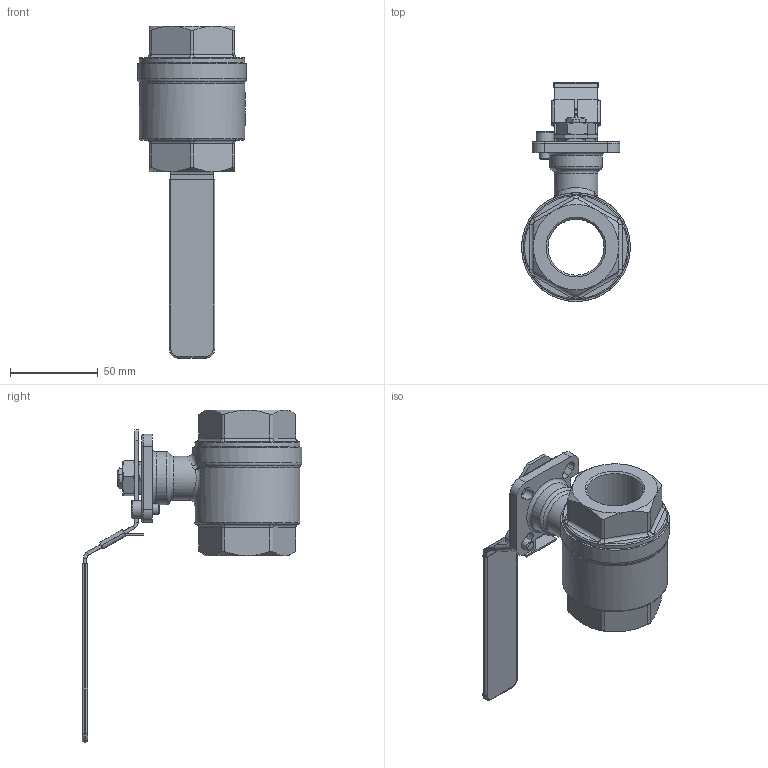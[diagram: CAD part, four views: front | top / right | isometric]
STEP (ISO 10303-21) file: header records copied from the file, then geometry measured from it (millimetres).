
FILE_DESCRIPTION(/* description */ (''),/* implementation_level */ '2;1');
FILE_NAME(/* name */ 'DN32_3D_STEP.stp',/* time_stamp */ '2024-03-21T17:47:51+03:00',/* author */ ('igorr'),/* organization */ (''),/* preprocessor_version */ 'ST-DEVELOPER v19.2',/* originating_system */ 'Autodesk Inventor 2023',/* authorisation */ '');
FILE_SCHEMA (('AUTOMOTIVE_DESIGN { 1 0 10303 214 3 1 1 }'));
Length unit declared in the file: millimetre
Products named in the file (6): Сборка; Деталь1; Деталь6; Деталь7; BS 3692 - M12; AS 1420 - 1973 - M6 x 10
Assembly tree (6 placements, depth 2):
  Сборка
    Деталь1
    Деталь6
    Деталь7
    BS 3692 - M12  x2
    AS 1420 - 1973 - M6 x 10
Bounding box: 62 x 125 x 189.11 mm (x, y, z)
Volume: 183488.5 mm3; surface area: 53808.3 mm2
Topology: 6 solids, 6 shells, 474 faces, 1158 edges, 716 vertices
Faces by surface type: plane 224, cylinder 100, bspline 66, cone 45, torus 39
Full cylindrical faces by diameter (mm): 1 x1, 5 x1, 6 x1, 8 x1, 10 x1, 10.106 x2, 25 x2, 30 x1, 32 x1, 39 x1, 60 x2, 62 x1
Entity records: 15381 total; most frequent: CARTESIAN_POINT 4457, ORIENTED_EDGE 2210, DIRECTION 2033, EDGE_CURVE 1105, AXIS2_PLACEMENT_3D 735, VERTEX_POINT 687, LINE 563, VECTOR 563
